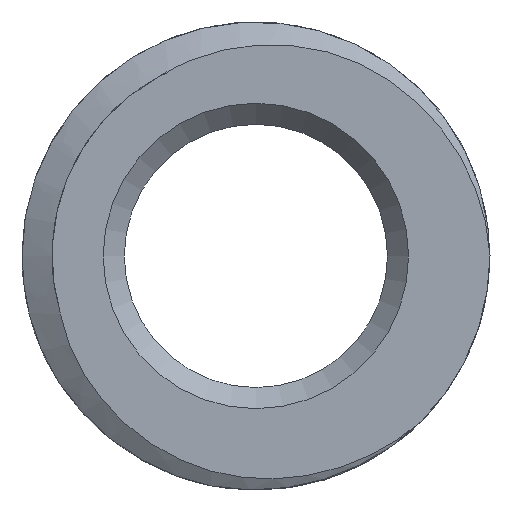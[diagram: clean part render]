
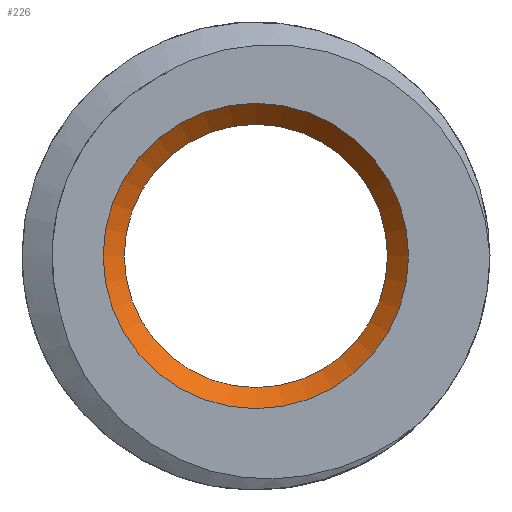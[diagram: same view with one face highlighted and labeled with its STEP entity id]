
A CAD part, front view. The second image highlights one B-rep face of the part: STEP entity #226.
In plain terms, the highlighted conical face has half-angle 45 degrees and reference radius 2.7 mm.
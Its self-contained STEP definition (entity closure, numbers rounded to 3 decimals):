
#26=CONICAL_SURFACE('',#258,2.7,0.785);
#33=FACE_OUTER_BOUND('',#46,.T.);
#46=EDGE_LOOP('',(#170,#171,#172,#173));
#61=CIRCLE('',#259,2.5);
#62=CIRCLE('',#260,2.9);
#86=LINE('',#1215,#92);
#92=VECTOR('',#299,2.7);
#111=VERTEX_POINT('',#1212);
#112=VERTEX_POINT('',#1214);
#135=EDGE_CURVE('',#111,#111,#61,.T.);
#136=EDGE_CURVE('',#111,#112,#86,.T.);
#137=EDGE_CURVE('',#112,#112,#62,.T.);
#170=ORIENTED_EDGE('',*,*,#135,.T.);
#171=ORIENTED_EDGE('',*,*,#136,.T.);
#172=ORIENTED_EDGE('',*,*,#137,.T.);
#173=ORIENTED_EDGE('',*,*,#136,.F.);
#226=ADVANCED_FACE('',(#33),#26,.F.);
#258=AXIS2_PLACEMENT_3D('',#1211,#295,#296);
#259=AXIS2_PLACEMENT_3D('',#1213,#297,#298);
#260=AXIS2_PLACEMENT_3D('',#1216,#300,#301);
#295=DIRECTION('center_axis',(0.,0.,-1.));
#296=DIRECTION('ref_axis',(1.,0.,0.));
#297=DIRECTION('center_axis',(0.,0.,1.));
#298=DIRECTION('ref_axis',(1.,0.,0.));
#299=DIRECTION('',(-0.707,0.,-0.707));
#300=DIRECTION('center_axis',(0.,0.,-1.));
#301=DIRECTION('ref_axis',(1.,0.,0.));
#1211=CARTESIAN_POINT('Origin',(0.,0.,0.2));
#1212=CARTESIAN_POINT('',(-2.5,0.,0.4));
#1213=CARTESIAN_POINT('Origin',(0.,0.,0.4));
#1214=CARTESIAN_POINT('',(-2.9,0.,0.));
#1215=CARTESIAN_POINT('',(-2.7,0.,0.2));
#1216=CARTESIAN_POINT('Origin',(0.,0.,0.));
